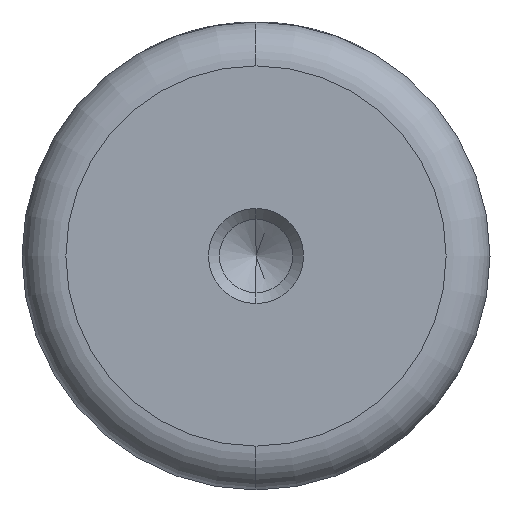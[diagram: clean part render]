
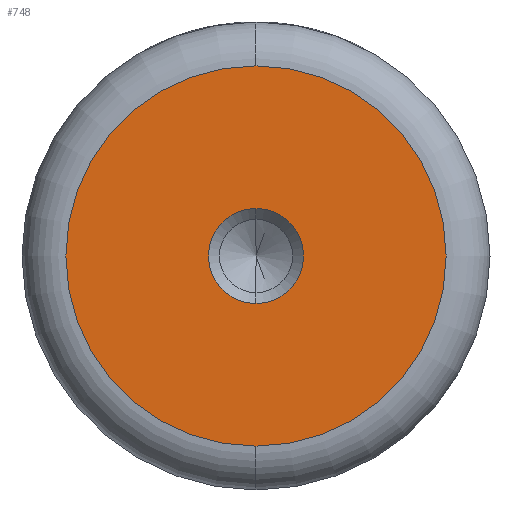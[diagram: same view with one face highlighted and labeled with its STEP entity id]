
A CAD part, left-side view. The second image highlights one B-rep face of the part: STEP entity #748.
In plain terms, the highlighted planar face has unit normal (-1, 0, 0).
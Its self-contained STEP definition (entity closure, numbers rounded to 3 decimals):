
#14 = VERTEX_POINT ( 'NONE', #990 ) ;
#54 = AXIS2_PLACEMENT_3D ( 'NONE', #1169, #524, #1270 ) ;
#65 = VERTEX_POINT ( 'NONE', #960 ) ;
#92 = EDGE_CURVE ( 'NONE', #14, #308, #107, .T. ) ;
#107 = CIRCLE ( 'NONE', #847, 13. ) ;
#183 = CIRCLE ( 'NONE', #405, 3.25 ) ;
#235 = DIRECTION ( 'NONE',  ( 0., 0., 1. ) ) ;
#269 = ORIENTED_EDGE ( 'NONE', *, *, #1167, .F. ) ;
#308 = VERTEX_POINT ( 'NONE', #1134 ) ;
#340 = ORIENTED_EDGE ( 'NONE', *, *, #738, .F. ) ;
#405 = AXIS2_PLACEMENT_3D ( 'NONE', #1105, #468, #1215 ) ;
#432 = FACE_OUTER_BOUND ( 'NONE', #957, .T. ) ;
#446 = CARTESIAN_POINT ( 'NONE',  ( 0., 0., 0. ) ) ;
#462 = FACE_BOUND ( 'NONE', #743, .T. ) ;
#468 = DIRECTION ( 'NONE',  ( -1., 0., 0. ) ) ;
#473 = CIRCLE ( 'NONE', #54, 3.25 ) ;
#522 = ORIENTED_EDGE ( 'NONE', *, *, #962, .T. ) ;
#524 = DIRECTION ( 'NONE',  ( -1., 0., 0. ) ) ;
#549 = DIRECTION ( 'NONE',  ( 0., 0., 1. ) ) ;
#573 = PLANE ( 'NONE',  #677 ) ;
#605 = CARTESIAN_POINT ( 'NONE',  ( 0., 0., 0. ) ) ;
#677 = AXIS2_PLACEMENT_3D ( 'NONE', #678, #884, #235 ) ;
#678 = CARTESIAN_POINT ( 'NONE',  ( 0., 0., 0. ) ) ;
#703 = DIRECTION ( 'NONE',  ( 0., 0., 1. ) ) ;
#738 = EDGE_CURVE ( 'NONE', #878, #65, #183, .T. ) ;
#743 = EDGE_LOOP ( 'NONE', ( #340, #269 ) ) ;
#748 = ADVANCED_FACE ( 'NONE', ( #462, #432 ), #573, .T. ) ;
#847 = AXIS2_PLACEMENT_3D ( 'NONE', #446, #1191, #549 ) ;
#878 = VERTEX_POINT ( 'NONE', #1260 ) ;
#884 = DIRECTION ( 'NONE',  ( -1., 0., 0. ) ) ;
#957 = EDGE_LOOP ( 'NONE', ( #1095, #522 ) ) ;
#960 = CARTESIAN_POINT ( 'NONE',  ( 0., 0., -3.25 ) ) ;
#962 = EDGE_CURVE ( 'NONE', #308, #14, #1104, .T. ) ;
#970 = AXIS2_PLACEMENT_3D ( 'NONE', #605, #1352, #703 ) ;
#990 = CARTESIAN_POINT ( 'NONE',  ( 0., 0., 13. ) ) ;
#1095 = ORIENTED_EDGE ( 'NONE', *, *, #92, .T. ) ;
#1104 = CIRCLE ( 'NONE', #970, 13. ) ;
#1105 = CARTESIAN_POINT ( 'NONE',  ( 0., 0., 0. ) ) ;
#1134 = CARTESIAN_POINT ( 'NONE',  ( 0., 0., -13. ) ) ;
#1167 = EDGE_CURVE ( 'NONE', #65, #878, #473, .T. ) ;
#1169 = CARTESIAN_POINT ( 'NONE',  ( 0., 0., 0. ) ) ;
#1191 = DIRECTION ( 'NONE',  ( -1., 0., 0. ) ) ;
#1215 = DIRECTION ( 'NONE',  ( 0., 0., 1. ) ) ;
#1260 = CARTESIAN_POINT ( 'NONE',  ( 0., 0., 3.25 ) ) ;
#1270 = DIRECTION ( 'NONE',  ( 0., 0., 1. ) ) ;
#1352 = DIRECTION ( 'NONE',  ( -1., 0., 0. ) ) ;
